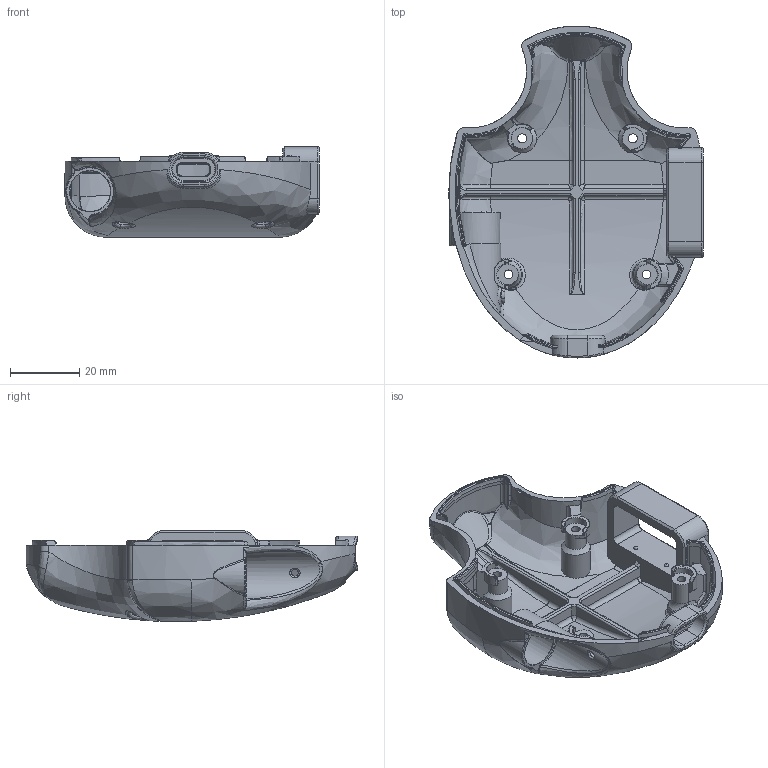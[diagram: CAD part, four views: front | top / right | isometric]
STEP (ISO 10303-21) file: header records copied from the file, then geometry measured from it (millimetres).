
FILE_DESCRIPTION(/* description */ (''),/* implementation_level */ '2;1');
FILE_NAME(/* name */ 'FreeSK8-Bruce-Shell-Bottom-v1.3.stp',/* time_stamp */ '2021-08-13T23:58:02-07:00',/* author */ ('andre'),/* organization */ (''),/* preprocessor_version */ 'ST-DEVELOPER v17',/* originating_system */ 'Autodesk Inventor 2019',/* authorisation */ '');
FILE_SCHEMA (('AUTOMOTIVE_DESIGN { 1 0 10303 214 3 1 1 }'));
Length unit declared in the file: millimetre
Products named in the file (1): RoboPuck-Shell--Bottom-v1.1-ROUND-A
Bounding box: 73.54 x 95.99 x 26.19 mm (x, y, z)
Volume: 22359.2 mm3; surface area: 21861.7 mm2
Topology: 2 solids, 3 shells, 831 faces, 2132 edges, 1276 vertices
Faces by surface type: bspline 393, cylinder 183, plane 159, torus 51, sphere 24, cone 21
Full cylindrical faces by diameter (mm): 2 x1, 2.5 x2, 2.6 x2, 4.6 x4, 11.8 x1
Entity records: 43635 total; most frequent: CARTESIAN_POINT 25616, ORIENTED_EDGE 4194, DIRECTION 3122, EDGE_CURVE 2097, AXIS2_PLACEMENT_3D 1293, VERTEX_POINT 1276, EDGE_LOOP 852, FACE_OUTER_BOUND 831
